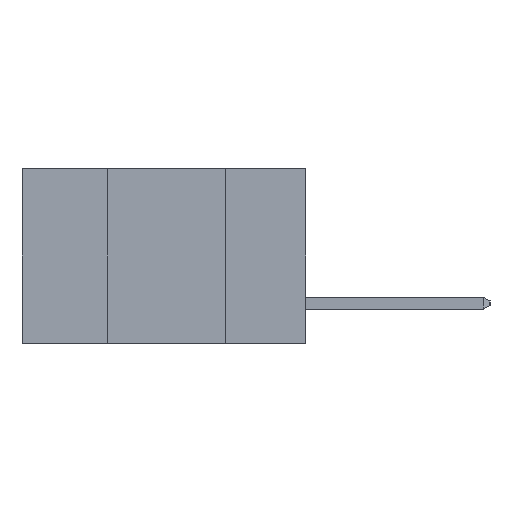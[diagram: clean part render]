
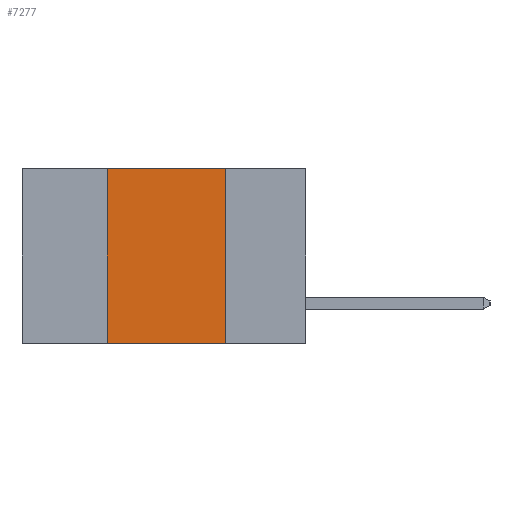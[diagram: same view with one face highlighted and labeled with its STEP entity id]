
A CAD part, left-side view. The second image highlights one B-rep face of the part: STEP entity #7277.
In plain terms, the highlighted planar face has unit normal (-1, 0, 0).
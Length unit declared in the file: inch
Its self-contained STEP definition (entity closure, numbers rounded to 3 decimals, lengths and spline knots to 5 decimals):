
#51 = ORIENTED_EDGE ( 'NONE', *, *, #10057, .F. ) ;
#695 = PLANE ( 'NONE',  #1744 ) ;
#1069 = EDGE_LOOP ( 'NONE', ( #6188, #10341, #51, #11705 ) ) ;
#1724 = VECTOR ( 'NONE', #3583, 39.37008 ) ;
#1744 = AXIS2_PLACEMENT_3D ( 'NONE', #7288, #1749, #8161 ) ;
#1749 = DIRECTION ( 'NONE',  ( 1., 0., 0. ) ) ;
#3040 = CARTESIAN_POINT ( 'NONE',  ( 0., 0.42, -0.37 ) ) ;
#3583 = DIRECTION ( 'NONE',  ( 0., -1., 0. ) ) ;
#3791 = DIRECTION ( 'NONE',  ( 0., 0., 1. ) ) ;
#4025 = VERTEX_POINT ( 'NONE', #4321 ) ;
#4321 = CARTESIAN_POINT ( 'NONE',  ( 0., 0.17, 0. ) ) ;
#5199 = LINE ( 'NONE', #6013, #7338 ) ;
#5345 = DIRECTION ( 'NONE',  ( 0., -1., 0. ) ) ;
#5373 = VERTEX_POINT ( 'NONE', #9430 ) ;
#5392 = CARTESIAN_POINT ( 'NONE',  ( 0., 0.6, -0.37 ) ) ;
#6013 = CARTESIAN_POINT ( 'NONE',  ( 0., 0.17, -0.37 ) ) ;
#6087 = VERTEX_POINT ( 'NONE', #3040 ) ;
#6188 = ORIENTED_EDGE ( 'NONE', *, *, #11761, .F. ) ;
#7277 = ADVANCED_FACE ( 'NONE', ( #8514 ), #695, .F. ) ;
#7288 = CARTESIAN_POINT ( 'NONE',  ( 0., 0.6, 0. ) ) ;
#7338 = VECTOR ( 'NONE', #8699, 39.37008 ) ;
#7896 = VECTOR ( 'NONE', #5345, 39.37008 ) ;
#8161 = DIRECTION ( 'NONE',  ( 0., 0., -1. ) ) ;
#8262 = CARTESIAN_POINT ( 'NONE',  ( 0., 0.42, -0.37 ) ) ;
#8514 = FACE_OUTER_BOUND ( 'NONE', #1069, .T. ) ;
#8699 = DIRECTION ( 'NONE',  ( 0., 0., -1. ) ) ;
#8741 = CARTESIAN_POINT ( 'NONE',  ( 0., 0.42, 0. ) ) ;
#9430 = CARTESIAN_POINT ( 'NONE',  ( 0., 0.17, -0.37 ) ) ;
#9732 = CARTESIAN_POINT ( 'NONE',  ( 0., 0.6, 0. ) ) ;
#10057 = EDGE_CURVE ( 'NONE', #6087, #11788, #11279, .T. ) ;
#10341 = ORIENTED_EDGE ( 'NONE', *, *, #11207, .F. ) ;
#10631 = EDGE_CURVE ( 'NONE', #6087, #5373, #11520, .T. ) ;
#10716 = LINE ( 'NONE', #9732, #7896 ) ;
#10991 = VECTOR ( 'NONE', #3791, 39.37008 ) ;
#11207 = EDGE_CURVE ( 'NONE', #11788, #4025, #10716, .T. ) ;
#11279 = LINE ( 'NONE', #8262, #10991 ) ;
#11520 = LINE ( 'NONE', #5392, #1724 ) ;
#11705 = ORIENTED_EDGE ( 'NONE', *, *, #10631, .T. ) ;
#11761 = EDGE_CURVE ( 'NONE', #4025, #5373, #5199, .T. ) ;
#11788 = VERTEX_POINT ( 'NONE', #8741 ) ;
